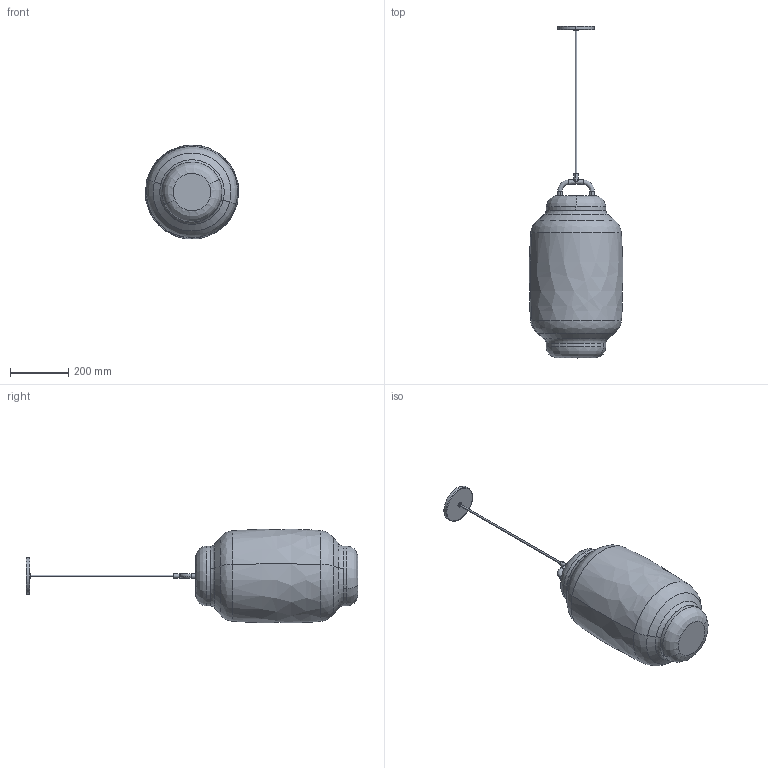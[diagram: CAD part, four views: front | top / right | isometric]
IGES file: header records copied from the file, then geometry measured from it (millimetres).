
Start section: SolidWorks IGES file using analytic representation for surfaces
Global section: file name: ESPRP3 - Esper Pendant 03.IGS; native system: SolidWorks 2015; preprocessor: SolidWorks 2015; author: Design; date: 190712.160839; units: millimetre
Bounding box: 322.59 x 1140.29 x 322.06 mm (x, y, z)
Volume: 36378982.9 mm3; surface area: 626847.1 mm2
Topology: 1 solids, 1 shells, 52 faces, 113 edges, 64 vertices
Faces by surface type: revolution 42, plane 8, bspline 2
